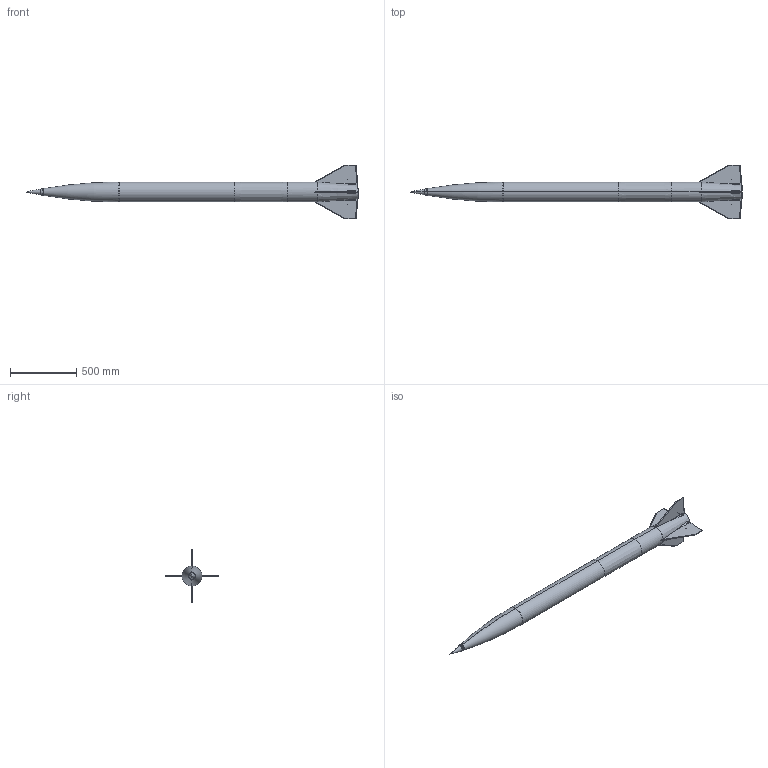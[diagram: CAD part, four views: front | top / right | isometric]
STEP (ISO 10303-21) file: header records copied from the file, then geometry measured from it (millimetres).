
FILE_DESCRIPTION (( 'STEP AP214' ), '1' );
FILE_NAME ('A2-A000 CFDdomain.STEP', '2025-08-03T01:04:14', ( '' ), ( '' ), 'SwSTEP 2.0', 'SolidWorks 2024', '' );
FILE_SCHEMA (( 'AUTOMOTIVE_DESIGN' ));
Length unit declared in the file: metre
Products named in the file (1): A2-A000 CFDdomain
Bounding box: 2505.39 x 404.62 x 404.62 mm (x, y, z)
Volume: 31605897.4 mm3; surface area: 1534253 mm2
Topology: 1 solids, 7 shells, 129 faces, 312 edges, 194 vertices
Faces by surface type: plane 41, cylinder 40, cone 20, bspline 16, torus 12
Entity records: 5645 total; most frequent: CARTESIAN_POINT 2872, ORIENTED_EDGE 600, DIRECTION 508, EDGE_CURVE 300, AXIS2_PLACEMENT_3D 198, VERTEX_POINT 194, EDGE_LOOP 140, ADVANCED_FACE 129
